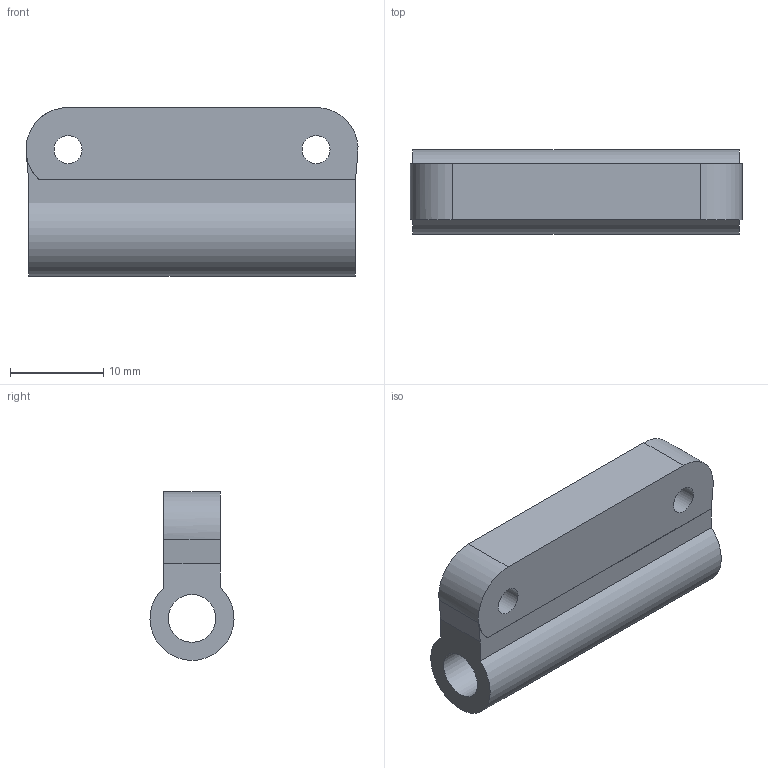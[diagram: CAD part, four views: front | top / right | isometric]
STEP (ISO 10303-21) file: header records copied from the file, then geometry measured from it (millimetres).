
FILE_DESCRIPTION(/* description */ (''),/* implementation_level */ '2;1');
FILE_NAME(/* name */ 'KauriRearLink 35mm no brass insert.stp',/* time_stamp */ '2022-05-06T10:53:32-06:00',/* author */ ('Steven'),/* organization */ (''),/* preprocessor_version */ 'ST-DEVELOPER v18',/* originating_system */ 'Autodesk Inventor 2020',/* authorisation */ '');
FILE_SCHEMA (('AUTOMOTIVE_DESIGN { 1 0 10303 214 3 1 1 }'));
Length unit declared in the file: millimetre
Products named in the file (1): KauriRearLink 35mm no brass insert
Bounding box: 35.55 x 9 x 18.09 mm (x, y, z)
Volume: 3379.6 mm3; surface area: 2550.4 mm2
Topology: 1 solids, 1 shells, 23 faces, 62 edges, 40 vertices
Faces by surface type: plane 13, cylinder 10
Full cylindrical faces by diameter (mm): 3 x2, 5.1 x1
Entity records: 790 total; most frequent: DIRECTION 132, CARTESIAN_POINT 126, ORIENTED_EDGE 124, EDGE_CURVE 62, AXIS2_PLACEMENT_3D 46, LINE 40, VECTOR 40, VERTEX_POINT 40
